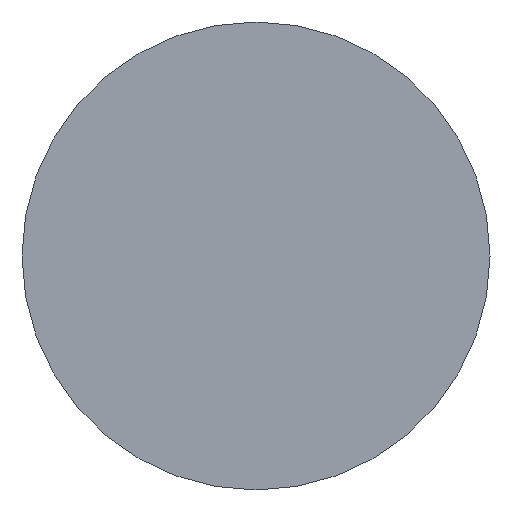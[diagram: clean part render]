
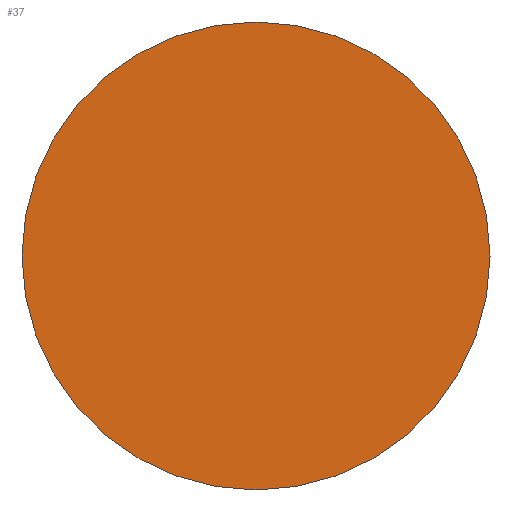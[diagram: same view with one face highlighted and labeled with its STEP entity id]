
A CAD part, top view. The second image highlights one B-rep face of the part: STEP entity #37.
In plain terms, the highlighted planar face has unit normal (0, 0, 1).
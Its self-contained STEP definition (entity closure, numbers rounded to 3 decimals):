
#18=FACE_OUTER_BOUND('',#21,.T.);
#21=EDGE_LOOP('',(#31));
#25=CIRCLE('',#43,15.);
#27=VERTEX_POINT('',#61);
#29=EDGE_CURVE('',#27,#27,#25,.T.);
#31=ORIENTED_EDGE('',*,*,#29,.F.);
#35=PLANE('',#42);
#37=ADVANCED_FACE('',(#18),#35,.F.);
#42=AXIS2_PLACEMENT_3D('',#60,#49,#50);
#43=AXIS2_PLACEMENT_3D('',#62,#51,#52);
#49=DIRECTION('center_axis',(0.,0.,-1.));
#50=DIRECTION('ref_axis',(-1.,0.,0.));
#51=DIRECTION('center_axis',(0.,0.,-1.));
#52=DIRECTION('ref_axis',(-1.,0.,0.));
#60=CARTESIAN_POINT('Origin',(0.,0.,-98.));
#61=CARTESIAN_POINT('',(15.,0.,-98.));
#62=CARTESIAN_POINT('Origin',(0.,0.,-98.));
